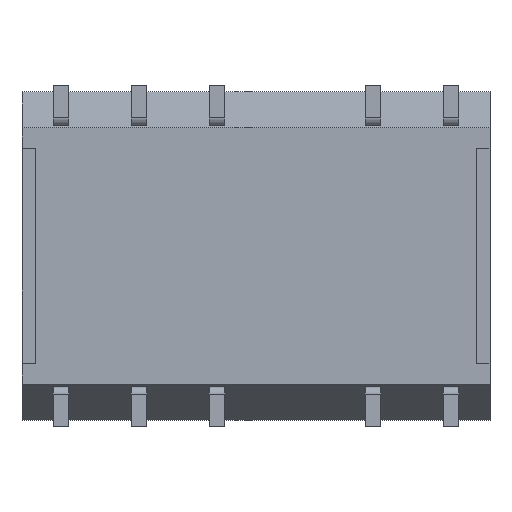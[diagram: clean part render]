
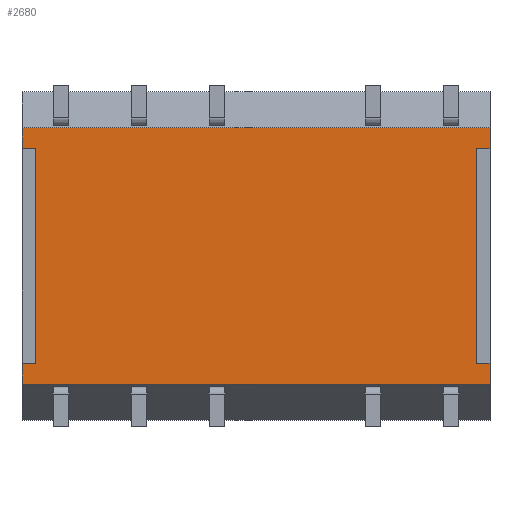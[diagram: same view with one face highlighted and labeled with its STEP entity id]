
A CAD part, front view. The second image highlights one B-rep face of the part: STEP entity #2680.
In plain terms, the highlighted planar face has unit normal (0, -1, 0).
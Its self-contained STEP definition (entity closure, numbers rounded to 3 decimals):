
#90=FACE_OUTER_BOUND('',#250,.T.);
#250=EDGE_LOOP('',(#1875,#1876,#1877,#1878,#1879,#1880,#1881,#1882,#1883,
#1884,#1885,#1886));
#455=LINE('',#3832,#807);
#459=LINE('',#3840,#811);
#462=LINE('',#3846,#814);
#465=LINE('',#3853,#817);
#469=LINE('',#3861,#821);
#472=LINE('',#3867,#824);
#477=LINE('',#3876,#829);
#478=LINE('',#3879,#830);
#479=LINE('',#3880,#831);
#480=LINE('',#3882,#832);
#481=LINE('',#3884,#833);
#482=LINE('',#3885,#834);
#807=VECTOR('',#3106,10.);
#811=VECTOR('',#3112,10.);
#814=VECTOR('',#3117,10.);
#817=VECTOR('',#3122,10.);
#821=VECTOR('',#3128,10.);
#824=VECTOR('',#3133,10.);
#829=VECTOR('',#3140,10.);
#830=VECTOR('',#3143,10.);
#831=VECTOR('',#3144,10.);
#832=VECTOR('',#3145,10.);
#833=VECTOR('',#3146,10.);
#834=VECTOR('',#3147,10.);
#1151=VERTEX_POINT('',#3830);
#1152=VERTEX_POINT('',#3831);
#1155=VERTEX_POINT('',#3839);
#1157=VERTEX_POINT('',#3845);
#1159=VERTEX_POINT('',#3851);
#1160=VERTEX_POINT('',#3852);
#1163=VERTEX_POINT('',#3860);
#1165=VERTEX_POINT('',#3866);
#1168=VERTEX_POINT('',#3874);
#1169=VERTEX_POINT('',#3878);
#1170=VERTEX_POINT('',#3881);
#1171=VERTEX_POINT('',#3883);
#1419=EDGE_CURVE('',#1151,#1152,#455,.T.);
#1423=EDGE_CURVE('',#1152,#1155,#459,.T.);
#1426=EDGE_CURVE('',#1157,#1151,#462,.T.);
#1429=EDGE_CURVE('',#1159,#1160,#465,.T.);
#1433=EDGE_CURVE('',#1160,#1163,#469,.T.);
#1436=EDGE_CURVE('',#1165,#1159,#472,.T.);
#1441=EDGE_CURVE('',#1168,#1155,#477,.T.);
#1442=EDGE_CURVE('',#1169,#1168,#478,.T.);
#1443=EDGE_CURVE('',#1165,#1169,#479,.T.);
#1444=EDGE_CURVE('',#1170,#1163,#480,.T.);
#1445=EDGE_CURVE('',#1170,#1171,#481,.T.);
#1446=EDGE_CURVE('',#1157,#1171,#482,.T.);
#1875=ORIENTED_EDGE('',*,*,#1426,.T.);
#1876=ORIENTED_EDGE('',*,*,#1419,.T.);
#1877=ORIENTED_EDGE('',*,*,#1423,.T.);
#1878=ORIENTED_EDGE('',*,*,#1441,.F.);
#1879=ORIENTED_EDGE('',*,*,#1442,.F.);
#1880=ORIENTED_EDGE('',*,*,#1443,.F.);
#1881=ORIENTED_EDGE('',*,*,#1436,.T.);
#1882=ORIENTED_EDGE('',*,*,#1429,.T.);
#1883=ORIENTED_EDGE('',*,*,#1433,.T.);
#1884=ORIENTED_EDGE('',*,*,#1444,.F.);
#1885=ORIENTED_EDGE('',*,*,#1445,.T.);
#1886=ORIENTED_EDGE('',*,*,#1446,.F.);
#2534=PLANE('',#2857);
#2680=ADVANCED_FACE('',(#90),#2534,.T.);
#2857=AXIS2_PLACEMENT_3D('',#3877,#3141,#3142);
#3106=DIRECTION('',(0.,0.,-1.));
#3112=DIRECTION('',(-1.,0.,0.));
#3117=DIRECTION('',(1.,0.,0.));
#3122=DIRECTION('',(0.,0.,1.));
#3128=DIRECTION('',(1.,0.,0.));
#3133=DIRECTION('',(-1.,0.,0.));
#3140=DIRECTION('',(0.,0.,1.));
#3141=DIRECTION('center_axis',(0.,-1.,0.));
#3142=DIRECTION('ref_axis',(0.,0.,-1.));
#3143=DIRECTION('',(-1.,0.,0.));
#3144=DIRECTION('',(0.,0.,-1.));
#3145=DIRECTION('',(0.,0.,-1.));
#3146=DIRECTION('',(-1.,0.,0.));
#3147=DIRECTION('',(0.,0.,1.));
#3830=CARTESIAN_POINT('',(-7.17,0.,3.5));
#3831=CARTESIAN_POINT('',(-7.17,0.,-3.5));
#3832=CARTESIAN_POINT('',(-7.17,0.,0.341));
#3839=CARTESIAN_POINT('',(-7.62,0.,-3.5));
#3840=CARTESIAN_POINT('',(-3.81,0.,-3.5));
#3845=CARTESIAN_POINT('',(-7.62,0.,3.5));
#3846=CARTESIAN_POINT('',(-3.585,0.,3.5));
#3851=CARTESIAN_POINT('',(7.17,0.,-3.5));
#3852=CARTESIAN_POINT('',(7.17,0.,3.5));
#3853=CARTESIAN_POINT('',(7.17,0.,3.841));
#3860=CARTESIAN_POINT('',(7.62,0.,3.5));
#3861=CARTESIAN_POINT('',(3.81,0.,3.5));
#3866=CARTESIAN_POINT('',(7.62,0.,-3.5));
#3867=CARTESIAN_POINT('',(3.585,0.,-3.5));
#3874=CARTESIAN_POINT('',(-7.62,0.,-4.181));
#3876=CARTESIAN_POINT('',(-7.62,0.,-4.181));
#3877=CARTESIAN_POINT('Origin',(0.,0.,4.181));
#3878=CARTESIAN_POINT('',(7.62,0.,-4.181));
#3879=CARTESIAN_POINT('',(0.,0.,-4.181));
#3880=CARTESIAN_POINT('',(7.62,0.,0.));
#3881=CARTESIAN_POINT('',(7.62,0.,4.181));
#3882=CARTESIAN_POINT('',(7.62,0.,0.));
#3883=CARTESIAN_POINT('',(-7.62,0.,4.181));
#3884=CARTESIAN_POINT('',(0.,0.,4.181));
#3885=CARTESIAN_POINT('',(-7.62,0.,-4.181));
